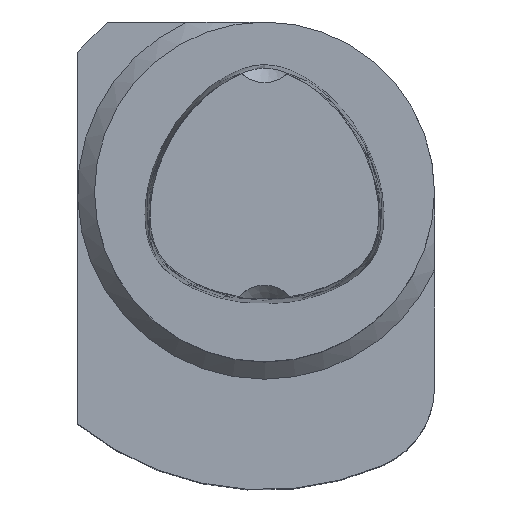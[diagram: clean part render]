
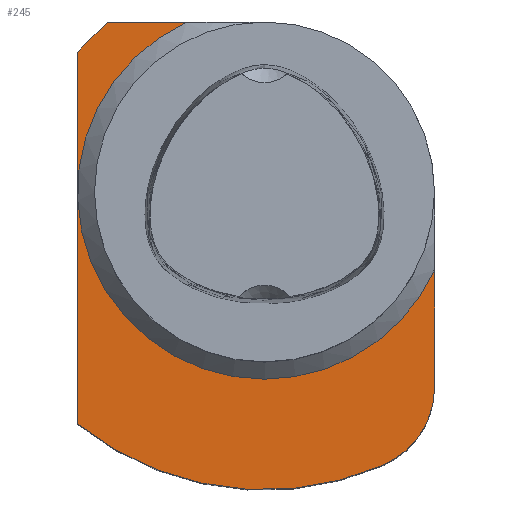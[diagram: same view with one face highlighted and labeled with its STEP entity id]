
A CAD part, top view. The second image highlights one B-rep face of the part: STEP entity #245.
In plain terms, the highlighted planar face has unit normal (0, 0, 1).
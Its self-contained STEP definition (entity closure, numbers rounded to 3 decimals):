
#156=EDGE_CURVE('240[2]',#378,#379,#380,.T.);
#182=EDGE_CURVE('240[2]',#413,#414,#415,.T.);
#204=EDGE_CURVE('240[2]',#414,#378,#446,.T.);
#224=EDGE_CURVE('240[2]',#420,#470,#471,.T.);
#235=EDGE_CURVE('240[2]',#413,#483,#484,.T.);
#245=ADVANCED_FACE('240[2]',(#495),#496,.T.);
#261=EDGE_CURVE('240[2]',#483,#470,#514,.T.);
#265=EDGE_CURVE('240[2]',#379,#420,#518,.T.);
#378=VERTEX_POINT('',#725);
#379=VERTEX_POINT('',#726);
#380=LINE('',#727,#728);
#413=VERTEX_POINT('',#829);
#414=VERTEX_POINT('',#830);
#415=LINE('',#831,#832);
#420=VERTEX_POINT('',#839);
#446=CIRCLE('',#878,21.99);
#470=VERTEX_POINT('',#928);
#471=LINE('',#929,#930);
#483=VERTEX_POINT('',#1963);
#484=CIRCLE('',#1964,10.0);
#495=FACE_OUTER_BOUND('',#1981,.T.);
#496=PLANE('',#1982);
#514=CIRCLE('',#2019,35.0);
#518=LINE('',#2026,#2027);
#725=CARTESIAN_POINT('',(-9.141,20.0,-21.0));
#726=CARTESIAN_POINT('',(-18.485,20.0,-21.0));
#727=CARTESIAN_POINT('',(-4.621,20.0,-21.0));
#728=VECTOR('',#2164,1.0);
#829=CARTESIAN_POINT('',(20.0,-22.913,-21.0));
#830=CARTESIAN_POINT('',(20.0,-9.141,-21.0));
#831=CARTESIAN_POINT('',(20.0,-21.428,-21.0));
#832=VECTOR('',#2197,1.0);
#839=CARTESIAN_POINT('',(-22.0,16.485,-21.0));
#878=AXIS2_PLACEMENT_3D('',#2226,#2227,#2228);
#928=CARTESIAN_POINT('',(-22.,-27.221,-21.0));
#929=CARTESIAN_POINT('',(-22.0,-16.932,-21.0));
#930=VECTOR('',#2251,1.0);
#1963=CARTESIAN_POINT('',(14.0,-32.078,-21.0));
#1964=AXIS2_PLACEMENT_3D('',#2267,#2268,#2269);
#1981=EDGE_LOOP('',(#2281,#2282,#2283,#2284,#2285,#2286,#2287));
#1982=AXIS2_PLACEMENT_3D('',#2288,#2289,#2290);
#2019=AXIS2_PLACEMENT_3D('',#2311,#2312,#2313);
#2026=CARTESIAN_POINT('',(-26.866,11.619,-21.0));
#2027=VECTOR('',#2315,1.0);
#2164=DIRECTION('',(-1.0,0.,0.));
#2197=DIRECTION('',(0.,1.0,0.));
#2226=CARTESIAN_POINT('',(0.,0.,-21.0));
#2227=DIRECTION('',(0.,0.,-1.0));
#2228=DIRECTION('',(0.,-1.0,0.));
#2251=DIRECTION('',(0.,-1.0,0.));
#2267=CARTESIAN_POINT('',(10.0,-22.913,-21.0));
#2268=DIRECTION('',(0.,0.,-1.0));
#2269=DIRECTION('',(0.837,-0.548,0.));
#2281=ORIENTED_EDGE('',*,*,#235,.F.);
#2282=ORIENTED_EDGE('',*,*,#182,.T.);
#2283=ORIENTED_EDGE('',*,*,#204,.T.);
#2284=ORIENTED_EDGE('',*,*,#156,.T.);
#2285=ORIENTED_EDGE('',*,*,#265,.T.);
#2286=ORIENTED_EDGE('',*,*,#224,.T.);
#2287=ORIENTED_EDGE('',*,*,#261,.F.);
#2288=CARTESIAN_POINT('',(0.,-28.495,-21.0));
#2289=DIRECTION('',(0.,0.,1.0));
#2290=DIRECTION('',(1.0,0.,0.0));
#2311=CARTESIAN_POINT('',(0.,0.,-21.0));
#2312=DIRECTION('',(0.,0.,-1.0));
#2313=DIRECTION('',(0.,-1.0,0.));
#2315=DIRECTION('',(-0.707,-0.707,0.));
